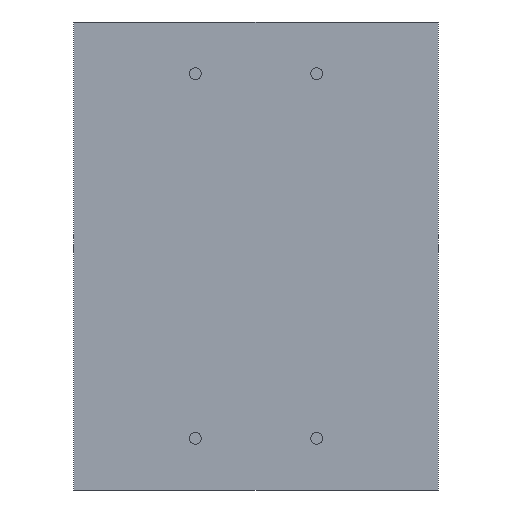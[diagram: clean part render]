
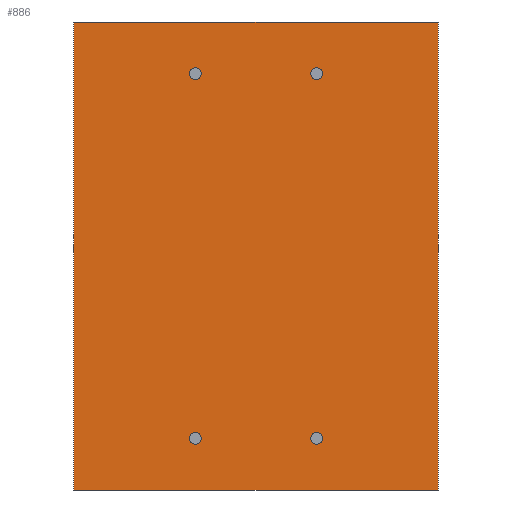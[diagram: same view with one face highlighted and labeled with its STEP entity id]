
A CAD part, front view. The second image highlights one B-rep face of the part: STEP entity #886.
In plain terms, the highlighted planar face has unit normal (0, -1, 0).
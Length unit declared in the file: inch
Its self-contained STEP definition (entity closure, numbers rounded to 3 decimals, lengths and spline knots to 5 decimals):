
#31 = CARTESIAN_POINT ( 'NONE',  ( 0.05, 0., -0.15492 ) ) ;
#42 = EDGE_CURVE ( 'NONE', #4268, #2323, #3705, .T. ) ;
#53 = CARTESIAN_POINT ( 'NONE',  ( -0.15, 0., 0.19252 ) ) ;
#73 = ORIENTED_EDGE ( 'NONE', *, *, #1919, .F. ) ;
#95 = VERTEX_POINT ( 'NONE', #2893 ) ;
#121 = CARTESIAN_POINT ( 'NONE',  ( -0.05, 0., -0.14508 ) ) ;
#139 = DIRECTION ( 'NONE',  ( 0., 0., 1. ) ) ;
#168 = DIRECTION ( 'NONE',  ( 0., -1., 0. ) ) ;
#193 = DIRECTION ( 'NONE',  ( 0., 0., -1. ) ) ;
#242 = VERTEX_POINT ( 'NONE', #53 ) ;
#251 = EDGE_CURVE ( 'NONE', #1980, #434, #1231, .T. ) ;
#271 = ORIENTED_EDGE ( 'NONE', *, *, #3219, .F. ) ;
#434 = VERTEX_POINT ( 'NONE', #121 ) ;
#484 = EDGE_CURVE ( 'NONE', #2661, #242, #3407, .T. ) ;
#499 = ORIENTED_EDGE ( 'NONE', *, *, #1030, .F. ) ;
#500 = EDGE_LOOP ( 'NONE', ( #3888, #271 ) ) ;
#506 = PLANE ( 'NONE',  #2740 ) ;
#548 = LINE ( 'NONE', #1584, #4208 ) ;
#596 = AXIS2_PLACEMENT_3D ( 'NONE', #2109, #1018, #2132 ) ;
#763 = CARTESIAN_POINT ( 'NONE',  ( -0.05, 0., -0.15 ) ) ;
#835 = DIRECTION ( 'NONE',  ( 0., 0., 1. ) ) ;
#859 = DIRECTION ( 'NONE',  ( 0., 0., -1. ) ) ;
#886 = ADVANCED_FACE ( 'NONE', ( #2491, #3150, #3767, #2230, #4253 ), #506, .T. ) ;
#900 = EDGE_LOOP ( 'NONE', ( #3291, #73 ) ) ;
#949 = EDGE_CURVE ( 'NONE', #1856, #1378, #4266, .T. ) ;
#955 = CARTESIAN_POINT ( 'NONE',  ( 0.05, 0., 0.15492 ) ) ;
#1001 = EDGE_LOOP ( 'NONE', ( #499, #3539 ) ) ;
#1018 = DIRECTION ( 'NONE',  ( 0., -1., 0. ) ) ;
#1030 = EDGE_CURVE ( 'NONE', #434, #1980, #1518, .T. ) ;
#1168 = ORIENTED_EDGE ( 'NONE', *, *, #484, .F. ) ;
#1174 = CARTESIAN_POINT ( 'NONE',  ( -0.05, 0., -0.15 ) ) ;
#1231 = CIRCLE ( 'NONE', #2347, 0.00492 ) ;
#1247 = EDGE_CURVE ( 'NONE', #2519, #95, #1685, .T. ) ;
#1266 = AXIS2_PLACEMENT_3D ( 'NONE', #1174, #168, #1907 ) ;
#1286 = ORIENTED_EDGE ( 'NONE', *, *, #3111, .F. ) ;
#1378 = VERTEX_POINT ( 'NONE', #1437 ) ;
#1387 = CIRCLE ( 'NONE', #2584, 0.00492 ) ;
#1413 = CIRCLE ( 'NONE', #596, 0.00492 ) ;
#1437 = CARTESIAN_POINT ( 'NONE',  ( -0.05, 0., 0.14508 ) ) ;
#1445 = DIRECTION ( 'NONE',  ( 0., 0., 1. ) ) ;
#1460 = CARTESIAN_POINT ( 'NONE',  ( 0.05, 0., -0.15 ) ) ;
#1490 = DIRECTION ( 'NONE',  ( 0., -1., 0. ) ) ;
#1491 = DIRECTION ( 'NONE',  ( 0., 0., -1. ) ) ;
#1518 = CIRCLE ( 'NONE', #1266, 0.00492 ) ;
#1584 = CARTESIAN_POINT ( 'NONE',  ( -0.15, 0., 0.19252 ) ) ;
#1602 = CIRCLE ( 'NONE', #3420, 0.00492 ) ;
#1685 = LINE ( 'NONE', #3692, #3329 ) ;
#1720 = CARTESIAN_POINT ( 'NONE',  ( 0.15, 0., 0.19252 ) ) ;
#1767 = CARTESIAN_POINT ( 'NONE',  ( -0.15, 0., -0.19252 ) ) ;
#1818 = LINE ( 'NONE', #4290, #3304 ) ;
#1842 = CARTESIAN_POINT ( 'NONE',  ( 0.05, 0., -0.14508 ) ) ;
#1848 = VERTEX_POINT ( 'NONE', #31 ) ;
#1856 = VERTEX_POINT ( 'NONE', #3865 ) ;
#1907 = DIRECTION ( 'NONE',  ( 0., 0., 1. ) ) ;
#1919 = EDGE_CURVE ( 'NONE', #1848, #2076, #1413, .T. ) ;
#1930 = DIRECTION ( 'NONE',  ( 0., -1., 0. ) ) ;
#1980 = VERTEX_POINT ( 'NONE', #2809 ) ;
#2008 = EDGE_CURVE ( 'NONE', #2076, #1848, #3541, .T. ) ;
#2076 = VERTEX_POINT ( 'NONE', #1842 ) ;
#2109 = CARTESIAN_POINT ( 'NONE',  ( 0.05, 0., -0.15 ) ) ;
#2132 = DIRECTION ( 'NONE',  ( 0., 0., -1. ) ) ;
#2192 = DIRECTION ( 'NONE',  ( 0., 0., 1. ) ) ;
#2217 = AXIS2_PLACEMENT_3D ( 'NONE', #1460, #3245, #1491 ) ;
#2230 = FACE_BOUND ( 'NONE', #1001, .T. ) ;
#2269 = EDGE_CURVE ( 'NONE', #242, #2519, #548, .T. ) ;
#2284 = AXIS2_PLACEMENT_3D ( 'NONE', #3965, #2515, #2192 ) ;
#2291 = CARTESIAN_POINT ( 'NONE',  ( 0., 0., 0. ) ) ;
#2317 = CARTESIAN_POINT ( 'NONE',  ( -0.05, 0., 0.15 ) ) ;
#2323 = VERTEX_POINT ( 'NONE', #955 ) ;
#2347 = AXIS2_PLACEMENT_3D ( 'NONE', #763, #1490, #1445 ) ;
#2375 = EDGE_LOOP ( 'NONE', ( #3962, #4051 ) ) ;
#2414 = ORIENTED_EDGE ( 'NONE', *, *, #1247, .F. ) ;
#2431 = CARTESIAN_POINT ( 'NONE',  ( 0.05, 0., 0.14508 ) ) ;
#2433 = EDGE_LOOP ( 'NONE', ( #2414, #2786, #1168, #1286 ) ) ;
#2491 = FACE_BOUND ( 'NONE', #500, .T. ) ;
#2515 = DIRECTION ( 'NONE',  ( 0., -1., 0. ) ) ;
#2519 = VERTEX_POINT ( 'NONE', #1720 ) ;
#2536 = CARTESIAN_POINT ( 'NONE',  ( -0.15, 0., 0.19252 ) ) ;
#2584 = AXIS2_PLACEMENT_3D ( 'NONE', #3627, #3978, #835 ) ;
#2661 = VERTEX_POINT ( 'NONE', #1767 ) ;
#2740 = AXIS2_PLACEMENT_3D ( 'NONE', #2291, #1930, #193 ) ;
#2786 = ORIENTED_EDGE ( 'NONE', *, *, #2269, .F. ) ;
#2809 = CARTESIAN_POINT ( 'NONE',  ( -0.05, 0., -0.15492 ) ) ;
#2893 = CARTESIAN_POINT ( 'NONE',  ( 0.15, 0., -0.19252 ) ) ;
#2990 = DIRECTION ( 'NONE',  ( -1., 0., 0. ) ) ;
#3111 = EDGE_CURVE ( 'NONE', #95, #2661, #1818, .T. ) ;
#3150 = FACE_BOUND ( 'NONE', #900, .T. ) ;
#3219 = EDGE_CURVE ( 'NONE', #1378, #1856, #1602, .T. ) ;
#3245 = DIRECTION ( 'NONE',  ( 0., -1., 0. ) ) ;
#3291 = ORIENTED_EDGE ( 'NONE', *, *, #2008, .F. ) ;
#3293 = EDGE_CURVE ( 'NONE', #2323, #4268, #1387, .T. ) ;
#3304 = VECTOR ( 'NONE', #2990, 39.37008 ) ;
#3329 = VECTOR ( 'NONE', #4073, 39.37008 ) ;
#3343 = DIRECTION ( 'NONE',  ( 0., -1., 0. ) ) ;
#3407 = LINE ( 'NONE', #2536, #4234 ) ;
#3420 = AXIS2_PLACEMENT_3D ( 'NONE', #2317, #3343, #4382 ) ;
#3516 = AXIS2_PLACEMENT_3D ( 'NONE', #4008, #3973, #859 ) ;
#3539 = ORIENTED_EDGE ( 'NONE', *, *, #251, .F. ) ;
#3541 = CIRCLE ( 'NONE', #2217, 0.00492 ) ;
#3627 = CARTESIAN_POINT ( 'NONE',  ( 0.05, 0., 0.15 ) ) ;
#3692 = CARTESIAN_POINT ( 'NONE',  ( 0.15, 0., 0.19252 ) ) ;
#3705 = CIRCLE ( 'NONE', #2284, 0.00492 ) ;
#3767 = FACE_OUTER_BOUND ( 'NONE', #2433, .T. ) ;
#3865 = CARTESIAN_POINT ( 'NONE',  ( -0.05, 0., 0.15492 ) ) ;
#3888 = ORIENTED_EDGE ( 'NONE', *, *, #949, .F. ) ;
#3962 = ORIENTED_EDGE ( 'NONE', *, *, #3293, .F. ) ;
#3965 = CARTESIAN_POINT ( 'NONE',  ( 0.05, 0., 0.15 ) ) ;
#3973 = DIRECTION ( 'NONE',  ( 0., -1., 0. ) ) ;
#3978 = DIRECTION ( 'NONE',  ( 0., -1., 0. ) ) ;
#4008 = CARTESIAN_POINT ( 'NONE',  ( -0.05, 0., 0.15 ) ) ;
#4023 = DIRECTION ( 'NONE',  ( 1., 0., 0. ) ) ;
#4051 = ORIENTED_EDGE ( 'NONE', *, *, #42, .F. ) ;
#4073 = DIRECTION ( 'NONE',  ( 0., 0., -1. ) ) ;
#4208 = VECTOR ( 'NONE', #4023, 39.37008 ) ;
#4234 = VECTOR ( 'NONE', #139, 39.37008 ) ;
#4253 = FACE_BOUND ( 'NONE', #2375, .T. ) ;
#4266 = CIRCLE ( 'NONE', #3516, 0.00492 ) ;
#4268 = VERTEX_POINT ( 'NONE', #2431 ) ;
#4290 = CARTESIAN_POINT ( 'NONE',  ( -0.15, 0., -0.19252 ) ) ;
#4382 = DIRECTION ( 'NONE',  ( 0., 0., -1. ) ) ;
